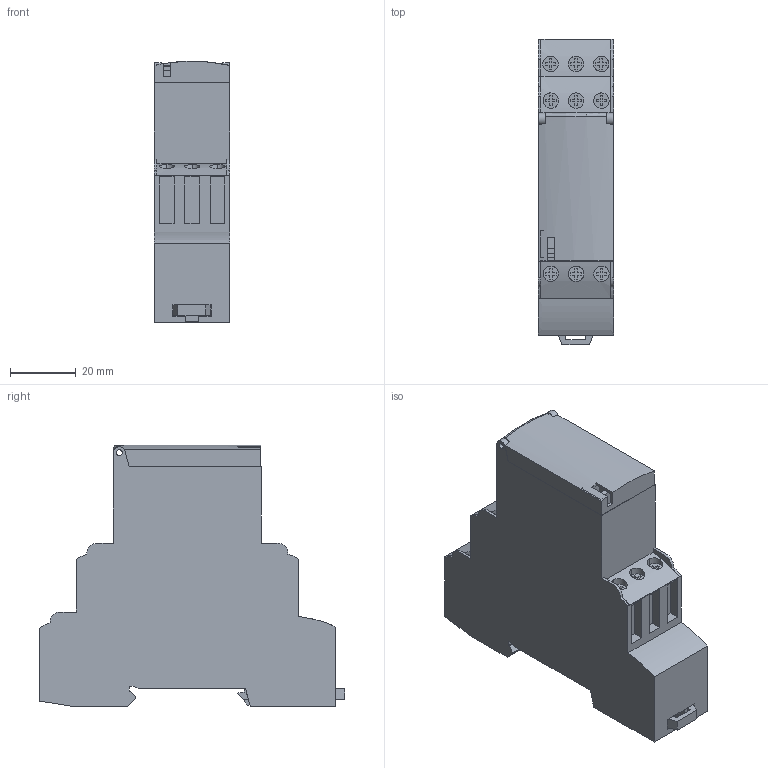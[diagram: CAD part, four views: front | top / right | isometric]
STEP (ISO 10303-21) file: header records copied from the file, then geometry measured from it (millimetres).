
FILE_DESCRIPTION((''),'2;1');
FILE_NAME('RE22R1MYMR-3D','2021-01-12T13:27:46',('SESA231899'),('Schneider-Electric'),'CREO PARAMETRIC BY PTC INC, 2019164','CREO PARAMETRIC BY PTC INC, 2019164','');
FILE_SCHEMA(('AP242_MANAGED_MODEL_BASED_3D_ENGINEERING_MIM_LF { 1 0 10303 442 1 1 4 }'));
Length unit declared in the file: millimetre
Products named in the file (1): RE22R1MYMR-3D
Bounding box: 22.9 x 92.81 x 79.5 mm (x, y, z)
Volume: 111463.3 mm3; surface area: 20446.5 mm2
Topology: 1 solids, 1 shells, 326 faces, 877 edges, 580 vertices
Faces by surface type: plane 284, cylinder 39, extrusion 2, torus 1
Entity records: 38096 total; most frequent: CARTESIAN_POINT 28897, ORIENTED_EDGE 1754, DIRECTION 1659, EDGE_CURVE 877, VECTOR 793, LINE 791, VERTEX_POINT 580, POLYLINE 462
